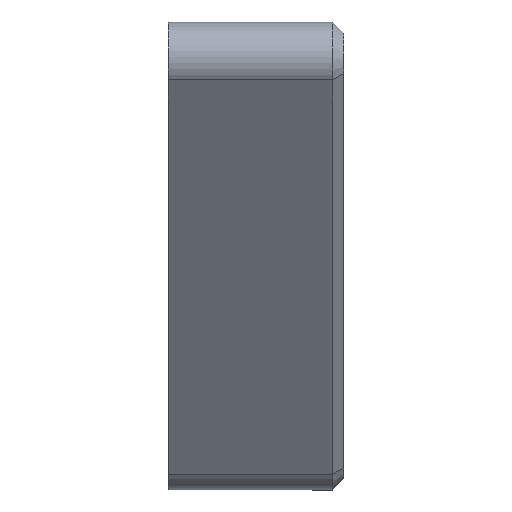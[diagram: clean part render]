
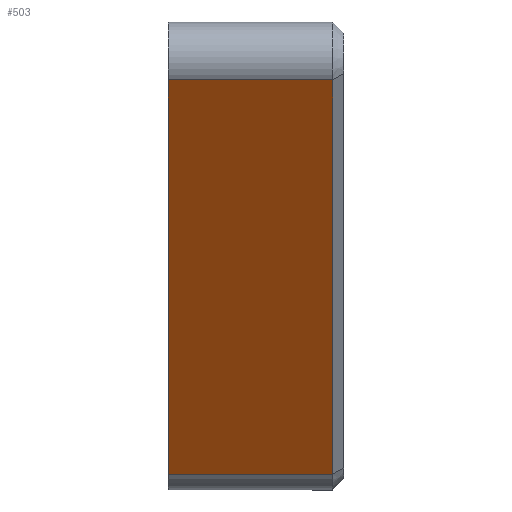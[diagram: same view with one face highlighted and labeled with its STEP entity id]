
A CAD part, left-side view. The second image highlights one B-rep face of the part: STEP entity #503.
In plain terms, the highlighted planar face has unit normal (-0.819, 0, -0.574).
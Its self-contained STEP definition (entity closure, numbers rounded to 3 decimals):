
#1 = VERTEX_POINT ( 'NONE', #75 ) ;
#11 = CARTESIAN_POINT ( 'NONE',  ( -15.504, -4.76, 0. ) ) ;
#30 = LINE ( 'NONE', #495, #137 ) ;
#31 = CARTESIAN_POINT ( 'NONE',  ( -23.295, -4.46, 11.126 ) ) ;
#33 = EDGE_LOOP ( 'NONE', ( #420, #141, #595, #93 ) ) ;
#41 = VECTOR ( 'NONE', #147, 1000. ) ;
#68 = DIRECTION ( 'NONE',  ( 0., -1., 0. ) ) ;
#75 = CARTESIAN_POINT ( 'NONE',  ( -15.802, -4.46, 0.426 ) ) ;
#84 = CARTESIAN_POINT ( 'NONE',  ( -15.504, 0., 0. ) ) ;
#91 = CARTESIAN_POINT ( 'NONE',  ( -15.802, 0., 0.426 ) ) ;
#93 = ORIENTED_EDGE ( 'NONE', *, *, #209, .F. ) ;
#98 = DIRECTION ( 'NONE',  ( 0., 1., 0. ) ) ;
#129 = LINE ( 'NONE', #84, #328 ) ;
#137 = VECTOR ( 'NONE', #68, 1000. ) ;
#141 = ORIENTED_EDGE ( 'NONE', *, *, #488, .T. ) ;
#147 = DIRECTION ( 'NONE',  ( -0.574, 0., 0.819 ) ) ;
#153 = LINE ( 'NONE', #204, #41 ) ;
#178 = CARTESIAN_POINT ( 'NONE',  ( -23.295, 0., 11.126 ) ) ;
#202 = DIRECTION ( 'NONE',  ( -0.574, 0., 0.819 ) ) ;
#204 = CARTESIAN_POINT ( 'NONE',  ( -15.504, -4.46, 0. ) ) ;
#209 = EDGE_CURVE ( 'NONE', #357, #309, #129, .T. ) ;
#222 = VERTEX_POINT ( 'NONE', #31 ) ;
#257 = DIRECTION ( 'NONE',  ( -0.819, 0., -0.574 ) ) ;
#266 = FACE_OUTER_BOUND ( 'NONE', #33, .T. ) ;
#309 = VERTEX_POINT ( 'NONE', #178 ) ;
#328 = VECTOR ( 'NONE', #408, 1000. ) ;
#357 = VERTEX_POINT ( 'NONE', #91 ) ;
#363 = EDGE_CURVE ( 'NONE', #222, #309, #456, .T. ) ;
#390 = CARTESIAN_POINT ( 'NONE',  ( -23.295, -4.76, 11.126 ) ) ;
#408 = DIRECTION ( 'NONE',  ( -0.574, 0., 0.819 ) ) ;
#420 = ORIENTED_EDGE ( 'NONE', *, *, #606, .T. ) ;
#428 = VECTOR ( 'NONE', #98, 1000. ) ;
#456 = LINE ( 'NONE', #390, #428 ) ;
#488 = EDGE_CURVE ( 'NONE', #1, #222, #153, .T. ) ;
#490 = AXIS2_PLACEMENT_3D ( 'NONE', #11, #257, #202 ) ;
#495 = CARTESIAN_POINT ( 'NONE',  ( -15.802, -4.76, 0.426 ) ) ;
#503 = ADVANCED_FACE ( 'NONE', ( #266 ), #526, .T. ) ;
#526 = PLANE ( 'NONE',  #490 ) ;
#595 = ORIENTED_EDGE ( 'NONE', *, *, #363, .T. ) ;
#606 = EDGE_CURVE ( 'NONE', #357, #1, #30, .T. ) ;
